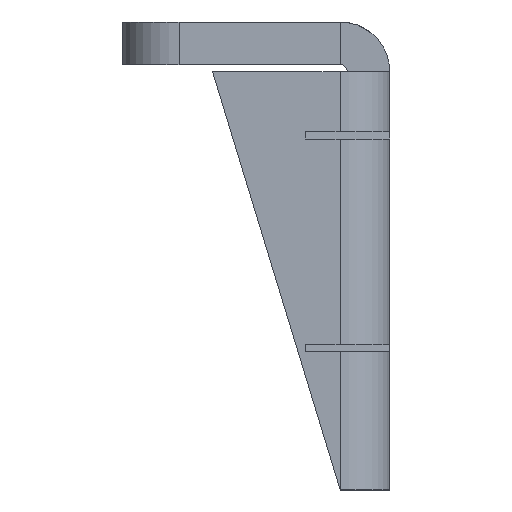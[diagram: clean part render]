
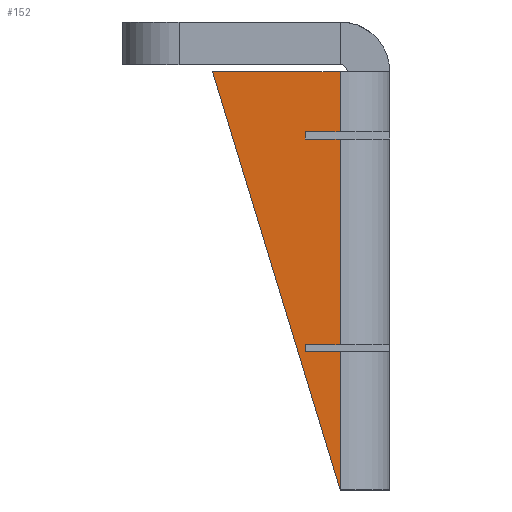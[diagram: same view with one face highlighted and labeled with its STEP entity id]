
A CAD part, left-side view. The second image highlights one B-rep face of the part: STEP entity #152.
In plain terms, the highlighted planar face has unit normal (-1, 0, 0).
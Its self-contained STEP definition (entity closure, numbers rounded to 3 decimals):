
#23 = FACE_OUTER_BOUND ( 'NONE', #353, .T. ) ;
#28 = ORIENTED_EDGE ( 'NONE', *, *, #302, .F. ) ;
#41 = VERTEX_POINT ( 'NONE', #778 ) ;
#60 = LINE ( 'NONE', #894, #1433 ) ;
#99 = CARTESIAN_POINT ( 'NONE',  ( -60., 2.939, -4.75 ) ) ;
#114 = VECTOR ( 'NONE', #611, 1000. ) ;
#121 = VECTOR ( 'NONE', #414, 1000. ) ;
#152 = ADVANCED_FACE ( 'NONE', ( #23 ), #862, .F. ) ;
#160 = VECTOR ( 'NONE', #176, 1000. ) ;
#176 = DIRECTION ( 'NONE',  ( 0., -1., 0. ) ) ;
#189 = ORIENTED_EDGE ( 'NONE', *, *, #338, .F. ) ;
#279 = CARTESIAN_POINT ( 'NONE',  ( -60., 0.5, -15. ) ) ;
#296 = VERTEX_POINT ( 'NONE', #754 ) ;
#297 = CARTESIAN_POINT ( 'NONE',  ( -60., 0.5, 10.25 ) ) ;
#302 = EDGE_CURVE ( 'NONE', #41, #1987, #2676, .T. ) ;
#323 = DIRECTION ( 'NONE',  ( 0., 0., -1. ) ) ;
#338 = EDGE_CURVE ( 'NONE', #2527, #41, #2171, .T. ) ;
#343 = VECTOR ( 'NONE', #1799, 1000. ) ;
#353 = EDGE_LOOP ( 'NONE', ( #2151, #868, #1996, #2198, #2463, #2484, #627, #28, #189, #2237, #1264 ) ) ;
#383 = VECTOR ( 'NONE', #741, 1000. ) ;
#394 = EDGE_CURVE ( 'NONE', #1646, #1113, #1617, .T. ) ;
#397 = DIRECTION ( 'NONE',  ( 1., 0., 0. ) ) ;
#414 = DIRECTION ( 'NONE',  ( 0., 0., -1. ) ) ;
#418 = CARTESIAN_POINT ( 'NONE',  ( -60., 0., 14.5 ) ) ;
#453 = LINE ( 'NONE', #418, #731 ) ;
#512 = VECTOR ( 'NONE', #2736, 1000. ) ;
#525 = CARTESIAN_POINT ( 'NONE',  ( -60., 4.644, -1.417 ) ) ;
#539 = CARTESIAN_POINT ( 'NONE',  ( -60., 2.939, 10.25 ) ) ;
#553 = CARTESIAN_POINT ( 'NONE',  ( -60., 0.5, -15. ) ) ;
#611 = DIRECTION ( 'NONE',  ( 0., -1., 0. ) ) ;
#627 = ORIENTED_EDGE ( 'NONE', *, *, #2506, .F. ) ;
#628 = EDGE_CURVE ( 'NONE', #1338, #2683, #453, .T. ) ;
#637 = DIRECTION ( 'NONE',  ( 0., 0., -1. ) ) ;
#705 = EDGE_CURVE ( 'NONE', #1113, #296, #1552, .T. ) ;
#731 = VECTOR ( 'NONE', #1889, 1000. ) ;
#741 = DIRECTION ( 'NONE',  ( 0., 0., -1. ) ) ;
#754 = CARTESIAN_POINT ( 'NONE',  ( -60., 0.5, -5.25 ) ) ;
#770 = VECTOR ( 'NONE', #2009, 1000. ) ;
#778 = CARTESIAN_POINT ( 'NONE',  ( -60., 2.939, 9.75 ) ) ;
#787 = CARTESIAN_POINT ( 'NONE',  ( -60., 9.5, 14.5 ) ) ;
#824 = EDGE_CURVE ( 'NONE', #2683, #1830, #2440, .T. ) ;
#862 = PLANE ( 'NONE',  #2069 ) ;
#868 = ORIENTED_EDGE ( 'NONE', *, *, #824, .T. ) ;
#894 = CARTESIAN_POINT ( 'NONE',  ( -60., 0.5, -15. ) ) ;
#930 = CARTESIAN_POINT ( 'NONE',  ( -60., 0., -5.25 ) ) ;
#933 = CARTESIAN_POINT ( 'NONE',  ( -60., 0.5, 9.75 ) ) ;
#989 = VECTOR ( 'NONE', #323, 1000. ) ;
#992 = CARTESIAN_POINT ( 'NONE',  ( -60., 0.5, 14.5 ) ) ;
#1003 = VECTOR ( 'NONE', #2226, 1000. ) ;
#1035 = CARTESIAN_POINT ( 'NONE',  ( -60., 0., 10.25 ) ) ;
#1113 = VERTEX_POINT ( 'NONE', #1479 ) ;
#1184 = CARTESIAN_POINT ( 'NONE',  ( -60., 2.939, 0. ) ) ;
#1227 = LINE ( 'NONE', #1871, #512 ) ;
#1262 = VERTEX_POINT ( 'NONE', #297 ) ;
#1264 = ORIENTED_EDGE ( 'NONE', *, *, #1813, .F. ) ;
#1295 = CARTESIAN_POINT ( 'NONE',  ( -60., 2.939, 0. ) ) ;
#1327 = EDGE_CURVE ( 'NONE', #1646, #2473, #2726, .T. ) ;
#1338 = VERTEX_POINT ( 'NONE', #992 ) ;
#1433 = VECTOR ( 'NONE', #637, 1000. ) ;
#1478 = CARTESIAN_POINT ( 'NONE',  ( -60., 0.5, -4.75 ) ) ;
#1479 = CARTESIAN_POINT ( 'NONE',  ( -60., 2.939, -5.25 ) ) ;
#1540 = EDGE_CURVE ( 'NONE', #296, #1830, #60, .T. ) ;
#1552 = LINE ( 'NONE', #930, #343 ) ;
#1617 = LINE ( 'NONE', #1184, #989 ) ;
#1646 = VERTEX_POINT ( 'NONE', #99 ) ;
#1799 = DIRECTION ( 'NONE',  ( 0., -1., 0. ) ) ;
#1813 = EDGE_CURVE ( 'NONE', #1338, #1262, #1227, .T. ) ;
#1830 = VERTEX_POINT ( 'NONE', #553 ) ;
#1871 = CARTESIAN_POINT ( 'NONE',  ( -60., 0.5, -15. ) ) ;
#1889 = DIRECTION ( 'NONE',  ( 0., 1., 0. ) ) ;
#1987 = VERTEX_POINT ( 'NONE', #933 ) ;
#1996 = ORIENTED_EDGE ( 'NONE', *, *, #1540, .F. ) ;
#2001 = EDGE_CURVE ( 'NONE', #2527, #1262, #2756, .T. ) ;
#2009 = DIRECTION ( 'NONE',  ( 0., -1., 0. ) ) ;
#2069 = AXIS2_PLACEMENT_3D ( 'NONE', #2097, #397, #2563 ) ;
#2092 = CARTESIAN_POINT ( 'NONE',  ( -60., 0., -4.75 ) ) ;
#2097 = CARTESIAN_POINT ( 'NONE',  ( -60., 0., 0. ) ) ;
#2151 = ORIENTED_EDGE ( 'NONE', *, *, #628, .T. ) ;
#2171 = LINE ( 'NONE', #1295, #121 ) ;
#2198 = ORIENTED_EDGE ( 'NONE', *, *, #705, .F. ) ;
#2226 = DIRECTION ( 'NONE',  ( 0., -0.292, -0.956 ) ) ;
#2237 = ORIENTED_EDGE ( 'NONE', *, *, #2001, .T. ) ;
#2425 = LINE ( 'NONE', #279, #383 ) ;
#2440 = LINE ( 'NONE', #525, #1003 ) ;
#2463 = ORIENTED_EDGE ( 'NONE', *, *, #394, .F. ) ;
#2473 = VERTEX_POINT ( 'NONE', #1478 ) ;
#2484 = ORIENTED_EDGE ( 'NONE', *, *, #1327, .T. ) ;
#2506 = EDGE_CURVE ( 'NONE', #1987, #2473, #2425, .T. ) ;
#2527 = VERTEX_POINT ( 'NONE', #539 ) ;
#2563 = DIRECTION ( 'NONE',  ( 0., 1., 0. ) ) ;
#2648 = CARTESIAN_POINT ( 'NONE',  ( -60., 0., 9.75 ) ) ;
#2676 = LINE ( 'NONE', #2648, #770 ) ;
#2683 = VERTEX_POINT ( 'NONE', #787 ) ;
#2726 = LINE ( 'NONE', #2092, #160 ) ;
#2736 = DIRECTION ( 'NONE',  ( 0., 0., -1. ) ) ;
#2756 = LINE ( 'NONE', #1035, #114 ) ;
